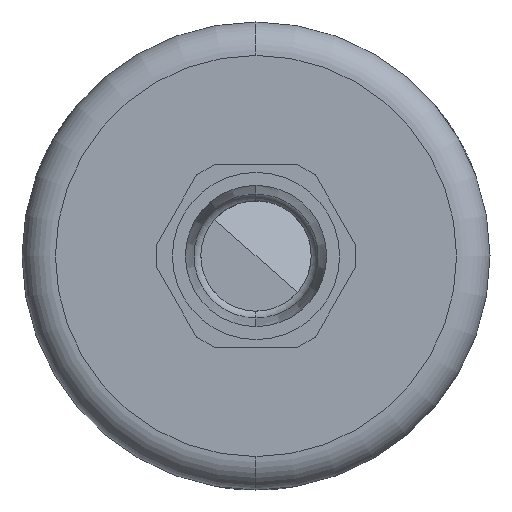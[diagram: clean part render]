
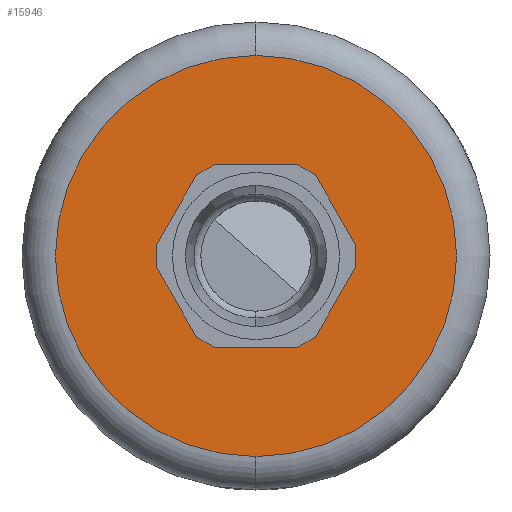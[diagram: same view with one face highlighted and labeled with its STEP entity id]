
A CAD part, front view. The second image highlights one B-rep face of the part: STEP entity #15946.
In plain terms, the highlighted planar face has unit normal (0, -1, 0).
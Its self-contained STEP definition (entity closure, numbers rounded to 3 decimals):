
#554 = CARTESIAN_POINT ( 'NONE',  ( -62.053, 24.091, 12.05 ) ) ;
#799 = AXIS2_PLACEMENT_3D ( 'NONE', #4366, #9998, #4177 ) ;
#1270 = DIRECTION ( 'NONE',  ( 0., 1., 0. ) ) ;
#1289 = DIRECTION ( 'NONE',  ( 0., 0., 1. ) ) ;
#1565 = EDGE_CURVE ( 'NONE', #14133, #5741, #9597, .T. ) ;
#1585 = FACE_BOUND ( 'NONE', #9690, .T. ) ;
#1733 = AXIS2_PLACEMENT_3D ( 'NONE', #4178, #14777, #1900 ) ;
#1778 = ORIENTED_EDGE ( 'NONE', *, *, #17474, .T. ) ;
#1781 = PLANE ( 'NONE',  #10235 ) ;
#1900 = DIRECTION ( 'NONE',  ( 0., 0., 1. ) ) ;
#2203 = EDGE_CURVE ( 'NONE', #5741, #14133, #4622, .T. ) ;
#2306 = CARTESIAN_POINT ( 'NONE',  ( -62.053, 24.091, 0.05 ) ) ;
#2470 = CARTESIAN_POINT ( 'NONE',  ( -62.053, 24.091, -11.95 ) ) ;
#2652 = DIRECTION ( 'NONE',  ( 1., 0., 0. ) ) ;
#2724 = ORIENTED_EDGE ( 'NONE', *, *, #2203, .T. ) ;
#2950 = EDGE_CURVE ( 'NONE', #7888, #7770, #10832, .T. ) ;
#4177 = DIRECTION ( 'NONE',  ( 0., 0., 1. ) ) ;
#4178 = CARTESIAN_POINT ( 'NONE',  ( -62.053, 24.091, 0.05 ) ) ;
#4366 = CARTESIAN_POINT ( 'NONE',  ( -62.053, 24.091, 0.05 ) ) ;
#4517 = FACE_OUTER_BOUND ( 'NONE', #9927, .T. ) ;
#4622 = CIRCLE ( 'NONE', #6083, 4. ) ;
#5741 = VERTEX_POINT ( 'NONE', #10060 ) ;
#6083 = AXIS2_PLACEMENT_3D ( 'NONE', #8455, #15296, #1289 ) ;
#7610 = ORIENTED_EDGE ( 'NONE', *, *, #2950, .T. ) ;
#7625 = ORIENTED_EDGE ( 'NONE', *, *, #1565, .T. ) ;
#7770 = VERTEX_POINT ( 'NONE', #2470 ) ;
#7888 = VERTEX_POINT ( 'NONE', #554 ) ;
#8455 = CARTESIAN_POINT ( 'NONE',  ( -62.053, 24.091, 0.05 ) ) ;
#8631 = CARTESIAN_POINT ( 'NONE',  ( -62.053, 24.091, 0.05 ) ) ;
#9597 = CIRCLE ( 'NONE', #799, 4. ) ;
#9690 = EDGE_LOOP ( 'NONE', ( #7625, #2724 ) ) ;
#9927 = EDGE_LOOP ( 'NONE', ( #7610, #1778 ) ) ;
#9998 = DIRECTION ( 'NONE',  ( 0., 1., 0. ) ) ;
#10060 = CARTESIAN_POINT ( 'NONE',  ( -62.053, 24.091, -3.95 ) ) ;
#10235 = AXIS2_PLACEMENT_3D ( 'NONE', #8631, #1270, #2652 ) ;
#10832 = CIRCLE ( 'NONE', #1733, 12. ) ;
#11760 = AXIS2_PLACEMENT_3D ( 'NONE', #2306, #17443, #17349 ) ;
#14133 = VERTEX_POINT ( 'NONE', #16191 ) ;
#14777 = DIRECTION ( 'NONE',  ( 0., -1., 0. ) ) ;
#15296 = DIRECTION ( 'NONE',  ( 0., 1., 0. ) ) ;
#15946 = ADVANCED_FACE ( 'NONE', ( #1585, #4517 ), #1781, .F. ) ;
#16167 = CIRCLE ( 'NONE', #11760, 12. ) ;
#16191 = CARTESIAN_POINT ( 'NONE',  ( -62.053, 24.091, 4.05 ) ) ;
#17349 = DIRECTION ( 'NONE',  ( 0., 0., 1. ) ) ;
#17443 = DIRECTION ( 'NONE',  ( 0., -1., 0. ) ) ;
#17474 = EDGE_CURVE ( 'NONE', #7770, #7888, #16167, .T. ) ;
